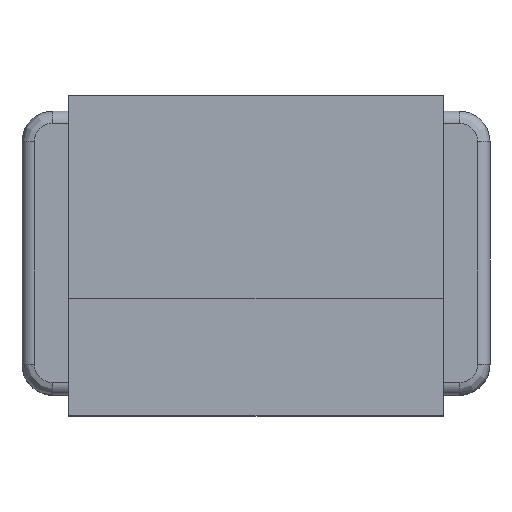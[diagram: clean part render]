
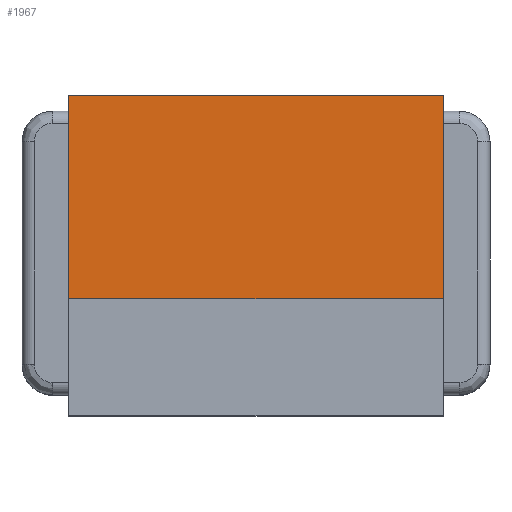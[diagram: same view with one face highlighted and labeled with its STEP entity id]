
A CAD part, top view. The second image highlights one B-rep face of the part: STEP entity #1967.
In plain terms, the highlighted planar face has unit normal (0, 0, 1).
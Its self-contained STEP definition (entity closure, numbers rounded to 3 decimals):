
#7 = ORIENTED_EDGE ( 'NONE', *, *, #1929, .T. ) ;
#13 = VECTOR ( 'NONE', #1748, 1000. ) ;
#107 = ORIENTED_EDGE ( 'NONE', *, *, #2270, .F. ) ;
#110 = EDGE_CURVE ( 'NONE', #2108, #1530, #2344, .T. ) ;
#119 = EDGE_LOOP ( 'NONE', ( #7, #356, #480, #107 ) ) ;
#137 = DIRECTION ( 'NONE',  ( 1., 0., 0. ) ) ;
#181 = CARTESIAN_POINT ( 'NONE',  ( 0.305, 0.18, 0.5 ) ) ;
#198 = FACE_OUTER_BOUND ( 'NONE', #119, .T. ) ;
#330 = CARTESIAN_POINT ( 'NONE',  ( -0.305, 0.18, 0.5 ) ) ;
#343 = DIRECTION ( 'NONE',  ( -1., 0., 0. ) ) ;
#356 = ORIENTED_EDGE ( 'NONE', *, *, #110, .F. ) ;
#428 = EDGE_CURVE ( 'NONE', #2108, #1903, #1293, .T. ) ;
#453 = DIRECTION ( 'NONE',  ( -1., 0., 0. ) ) ;
#480 = ORIENTED_EDGE ( 'NONE', *, *, #428, .T. ) ;
#613 = CARTESIAN_POINT ( 'NONE',  ( -0.305, 0.18, 0.5 ) ) ;
#874 = VECTOR ( 'NONE', #2360, 1000. ) ;
#875 = CARTESIAN_POINT ( 'NONE',  ( 0.305, 0.511, 0.5 ) ) ;
#906 = LINE ( 'NONE', #1577, #13 ) ;
#1272 = CARTESIAN_POINT ( 'NONE',  ( 0.305, 0.511, 0.5 ) ) ;
#1293 = LINE ( 'NONE', #1971, #874 ) ;
#1530 = VERTEX_POINT ( 'NONE', #875 ) ;
#1552 = PLANE ( 'NONE',  #1771 ) ;
#1577 = CARTESIAN_POINT ( 'NONE',  ( 0.305, 0.51, 0.5 ) ) ;
#1736 = VERTEX_POINT ( 'NONE', #181 ) ;
#1748 = DIRECTION ( 'NONE',  ( 0., 1., 0. ) ) ;
#1771 = AXIS2_PLACEMENT_3D ( 'NONE', #2196, #1803, #453 ) ;
#1803 = DIRECTION ( 'NONE',  ( 0., 0., -1. ) ) ;
#1820 = VECTOR ( 'NONE', #137, 1000. ) ;
#1903 = VERTEX_POINT ( 'NONE', #613 ) ;
#1929 = EDGE_CURVE ( 'NONE', #1736, #1530, #906, .T. ) ;
#1967 = ADVANCED_FACE ( 'NONE', ( #198 ), #1552, .F. ) ;
#1971 = CARTESIAN_POINT ( 'NONE',  ( -0.305, 0.51, 0.5 ) ) ;
#2060 = VECTOR ( 'NONE', #343, 1000. ) ;
#2108 = VERTEX_POINT ( 'NONE', #2434 ) ;
#2196 = CARTESIAN_POINT ( 'NONE',  ( -0.305, 0.51, 0.5 ) ) ;
#2270 = EDGE_CURVE ( 'NONE', #1736, #1903, #2329, .T. ) ;
#2329 = LINE ( 'NONE', #330, #2060 ) ;
#2344 = LINE ( 'NONE', #1272, #1820 ) ;
#2360 = DIRECTION ( 'NONE',  ( 0., -1., 0. ) ) ;
#2434 = CARTESIAN_POINT ( 'NONE',  ( -0.305, 0.511, 0.5 ) ) ;
